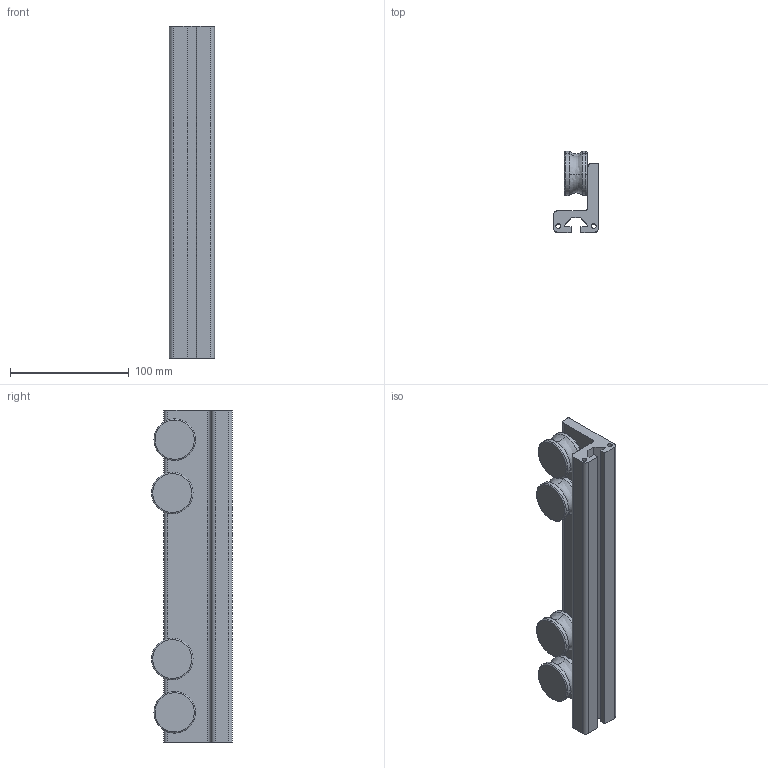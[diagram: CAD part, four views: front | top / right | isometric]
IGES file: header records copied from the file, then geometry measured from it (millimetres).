
Global section: file name: No Iges File Name specified; native system: AutoDesk Inventor R11.0; preprocessor: AutoDesk Inventor Iges Exporter R11.0; author: No Author specified; organization: No Organization specified; date: 20070910.120552; units: millimetre
Bounding box: 38 x 68.25 x 280 mm (x, y, z)
Volume: 305781.9 mm3; surface area: 87502.5 mm2
Topology: 5 solids, 5 shells, 76 faces, 206 edges, 140 vertices
Faces by surface type: plane 26, cylinder 21, torus 16, bspline 12, revolution 1
